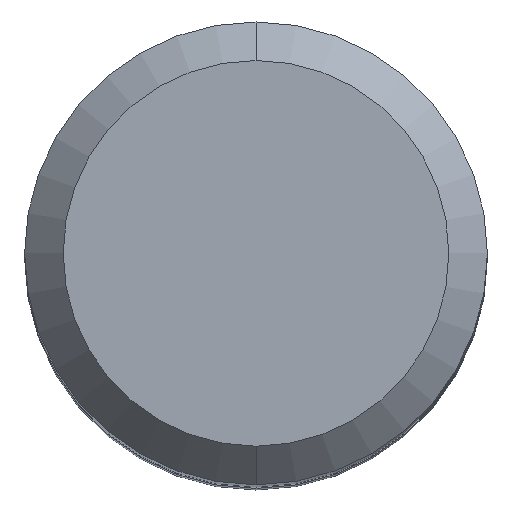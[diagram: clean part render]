
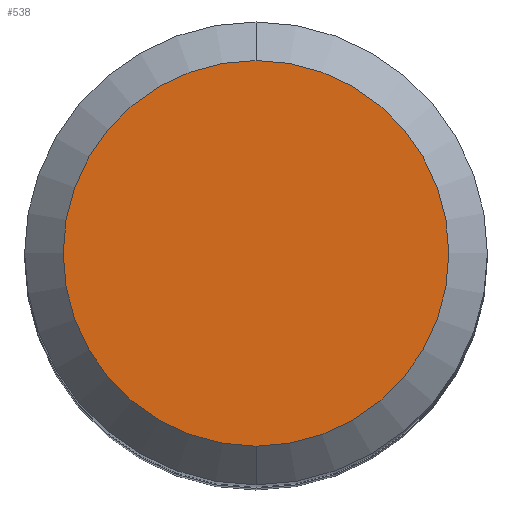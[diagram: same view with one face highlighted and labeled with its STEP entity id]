
A CAD part, top view. The second image highlights one B-rep face of the part: STEP entity #538.
In plain terms, the highlighted planar face has unit normal (0, 0, 1).
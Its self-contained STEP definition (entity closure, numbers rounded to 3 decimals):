
#225=CARTESIAN_POINT('',(0.,0.,48.));
#226=DIRECTION('',(0.,0.,1.));
#227=DIRECTION('',(0.,1.,0.));
#228=AXIS2_PLACEMENT_3D('',#225,#226,#227);
#233=CARTESIAN_POINT('',(0.,0.,48.));
#234=DIRECTION('',(0.,0.,-1.));
#235=DIRECTION('',(0.,1.,0.));
#236=AXIS2_PLACEMENT_3D('',#233,#234,#235);
#245=CARTESIAN_POINT('',(0.,7.5,48.));
#246=VERTEX_POINT('',#245);
#251=CARTESIAN_POINT('',(0.,-7.5,48.));
#252=VERTEX_POINT('',#251);
#529=CARTESIAN_POINT('',(0.,0.,48.));
#530=DIRECTION('',(0.,0.,-1.));
#531=DIRECTION('',(0.,-1.,0.));
#532=AXIS2_PLACEMENT_3D('',#529,#530,#531);
#533=PLANE('',#532);
#534=ORIENTED_EDGE('',*,*,#508,.F.);
#535=ORIENTED_EDGE('',*,*,#524,.T.);
#536=EDGE_LOOP('',(#534,#535));
#537=FACE_OUTER_BOUND('',#536,.F.);
#229=CIRCLE('',#228,7.5);
#237=CIRCLE('',#236,7.5);
#508=EDGE_CURVE('',#246,#252,#229,.T.);
#524=EDGE_CURVE('',#246,#252,#237,.T.);
#538=ADVANCED_FACE('',(#537),#533,.F.);
